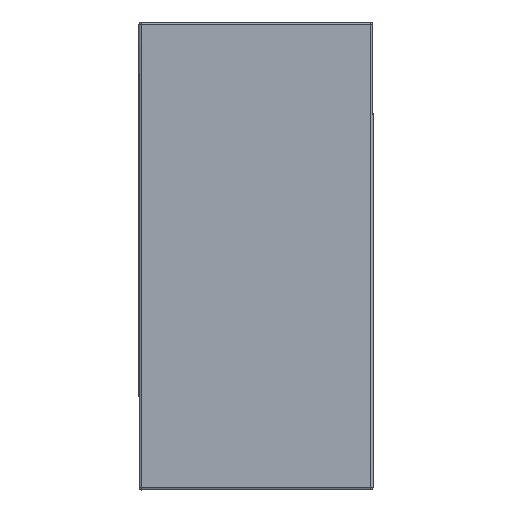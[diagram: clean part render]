
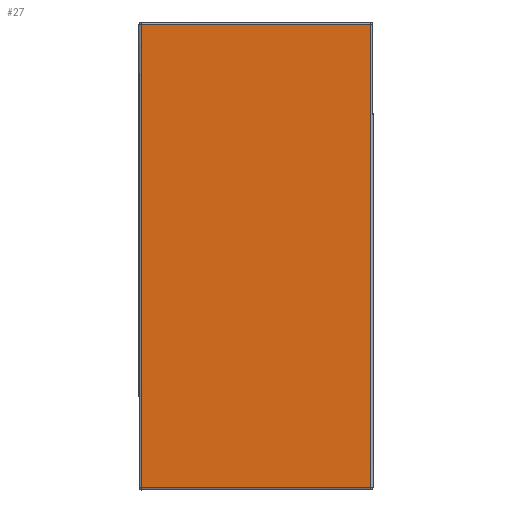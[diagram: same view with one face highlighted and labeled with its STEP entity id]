
A CAD part, left-side view. The second image highlights one B-rep face of the part: STEP entity #27.
In plain terms, the highlighted free-form (B-spline) face has degree [1, 1] with [2, 2] control points.
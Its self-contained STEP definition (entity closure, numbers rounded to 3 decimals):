
#27=ADVANCED_FACE('',(#62),#1021,.T.);
#62=FACE_OUTER_BOUND('',#97,.T.);
#97=EDGE_LOOP('',(#167,#168,#169,#170));
#167=ORIENTED_EDGE('',*,*,#707,.T.);
#168=ORIENTED_EDGE('',*,*,#708,.T.);
#169=ORIENTED_EDGE('',*,*,#709,.T.);
#170=ORIENTED_EDGE('',*,*,#710,.T.);
#341=PCURVE('',#1021,#491);
#342=PCURVE('',#1021,#492);
#343=PCURVE('',#1021,#493);
#344=PCURVE('',#1021,#494);
#397=PCURVE('',#995,#547);
#406=PCURVE('',#997,#556);
#407=PCURVE('',#998,#557);
#411=PCURVE('',#999,#561);
#491=DEFINITIONAL_REPRESENTATION('',(#827),#2010);
#492=DEFINITIONAL_REPRESENTATION('',(#829),#2010);
#493=DEFINITIONAL_REPRESENTATION('',(#831),#2010);
#494=DEFINITIONAL_REPRESENTATION('',(#833),#2010);
#547=DEFINITIONAL_REPRESENTATION('',(#898),#2010);
#556=DEFINITIONAL_REPRESENTATION('',(#907),#2010);
#557=DEFINITIONAL_REPRESENTATION('',(#908),#2010);
#561=DEFINITIONAL_REPRESENTATION('',(#912),#2010);
#632=SURFACE_CURVE('',#826,(#341,#406),.PCURVE_S1.);
#633=SURFACE_CURVE('',#828,(#342,#407),.PCURVE_S1.);
#634=SURFACE_CURVE('',#830,(#343,#411),.PCURVE_S1.);
#635=SURFACE_CURVE('',#832,(#344,#397),.PCURVE_S1.);
#707=EDGE_CURVE('',#974,#975,#632,.T.);
#708=EDGE_CURVE('',#975,#977,#633,.T.);
#709=EDGE_CURVE('',#977,#976,#634,.T.);
#710=EDGE_CURVE('',#976,#974,#635,.T.);
#826=B_SPLINE_CURVE_WITH_KNOTS('',1,(#1597,#1598),.UNSPECIFIED.,.F.,.F.,
(2,2),(0.2,39.8),.UNSPECIFIED.);
#827=B_SPLINE_CURVE_WITH_KNOTS('',3,(#1599,#1600,#1601,#1602),
 .UNSPECIFIED.,.F.,.F.,(4,4),(0.2,39.8),
 .UNSPECIFIED.);
#828=B_SPLINE_CURVE_WITH_KNOTS('',1,(#1603,#1604),.UNSPECIFIED.,.F.,.F.,
(2,2),(-19.8,-0.2),.UNSPECIFIED.);
#829=B_SPLINE_CURVE_WITH_KNOTS('',3,(#1605,#1606,#1607,#1608),
 .UNSPECIFIED.,.F.,.F.,(4,4),(-19.8,-0.2),.UNSPECIFIED.);
#830=B_SPLINE_CURVE_WITH_KNOTS('',1,(#1609,#1610),.UNSPECIFIED.,.F.,.F.,
(2,2),(-39.8,-0.2),.UNSPECIFIED.);
#831=B_SPLINE_CURVE_WITH_KNOTS('',3,(#1611,#1612,#1613,#1614),
 .UNSPECIFIED.,.F.,.F.,(4,4),(-39.8,-0.2),
 .UNSPECIFIED.);
#832=B_SPLINE_CURVE_WITH_KNOTS('',1,(#1615,#1616),.UNSPECIFIED.,.F.,.F.,
(2,2),(0.2,19.8),.UNSPECIFIED.);
#833=B_SPLINE_CURVE_WITH_KNOTS('',3,(#1617,#1618,#1619,#1620),
 .UNSPECIFIED.,.F.,.F.,(4,4),(0.2,19.8),
 .UNSPECIFIED.);
#898=B_SPLINE_CURVE_WITH_KNOTS('',1,(#1806,#1807),.UNSPECIFIED.,.F.,.F.,
(2,2),(0.2,19.8),.UNSPECIFIED.);
#907=B_SPLINE_CURVE_WITH_KNOTS('',1,(#1839,#1840),.UNSPECIFIED.,.F.,.F.,
(2,2),(0.2,39.8),.UNSPECIFIED.);
#908=B_SPLINE_CURVE_WITH_KNOTS('',1,(#1841,#1842),.UNSPECIFIED.,.F.,.F.,
(2,2),(-19.8,-0.2),.UNSPECIFIED.);
#912=B_SPLINE_CURVE_WITH_KNOTS('',1,(#1855,#1856),.UNSPECIFIED.,.F.,.F.,
(2,2),(-39.8,-0.2),.UNSPECIFIED.);
#974=VERTEX_POINT('',#1407);
#975=VERTEX_POINT('',#1408);
#976=VERTEX_POINT('',#1409);
#977=VERTEX_POINT('',#1410);
#995=(
BOUNDED_SURFACE()
B_SPLINE_SURFACE(1,2,((#1209,#1210,#1211),(#1212,#1213,#1214)),
 .UNSPECIFIED.,.F.,.F.,.F.)
B_SPLINE_SURFACE_WITH_KNOTS((2,2),(3,3),(0.,20.),(0.,
0.314),.UNSPECIFIED.)
GEOMETRIC_REPRESENTATION_ITEM()
RATIONAL_B_SPLINE_SURFACE(((1.,0.707,1.),(1.,0.707,
1.)))
REPRESENTATION_ITEM('')
SURFACE()
);
#997=(
BOUNDED_SURFACE()
B_SPLINE_SURFACE(2,1,((#1221,#1222),(#1223,#1224),(#1225,#1226)),
 .UNSPECIFIED.,.F.,.F.,.F.)
B_SPLINE_SURFACE_WITH_KNOTS((3,3),(2,2),(0.,0.314),(0.,
40.),.UNSPECIFIED.)
GEOMETRIC_REPRESENTATION_ITEM()
RATIONAL_B_SPLINE_SURFACE(((1.,1.),(0.707,0.707),
(1.,1.)))
REPRESENTATION_ITEM('')
SURFACE()
);
#998=(
BOUNDED_SURFACE()
B_SPLINE_SURFACE(1,2,((#1227,#1228,#1229),(#1230,#1231,#1232)),
 .UNSPECIFIED.,.F.,.F.,.F.)
B_SPLINE_SURFACE_WITH_KNOTS((2,2),(3,3),(0.,20.),(0.,
0.314),.UNSPECIFIED.)
GEOMETRIC_REPRESENTATION_ITEM()
RATIONAL_B_SPLINE_SURFACE(((1.,0.707,1.),(1.,0.707,
1.)))
REPRESENTATION_ITEM('')
SURFACE()
);
#999=(
BOUNDED_SURFACE()
B_SPLINE_SURFACE(1,2,((#1233,#1234,#1235),(#1236,#1237,#1238)),
 .UNSPECIFIED.,.F.,.F.,.F.)
B_SPLINE_SURFACE_WITH_KNOTS((2,2),(3,3),(0.,40.),
(0.,0.314),.UNSPECIFIED.)
GEOMETRIC_REPRESENTATION_ITEM()
RATIONAL_B_SPLINE_SURFACE(((1.,0.707,1.),(1.,0.707,
1.)))
REPRESENTATION_ITEM('')
SURFACE()
);
#1021=B_SPLINE_SURFACE_WITH_KNOTS('',1,1,((#1163,#1164),(#1165,#1166)),
 .UNSPECIFIED.,.F.,.F.,.F.,(2,2),(2,2),(-120.,-80.),
(0.,20.),.UNSPECIFIED.);
#1163=CARTESIAN_POINT('',(-52.,180.,20.));
#1164=CARTESIAN_POINT('',(-52.,160.,20.));
#1165=CARTESIAN_POINT('',(-52.,180.,-20.));
#1166=CARTESIAN_POINT('',(-52.,160.,-20.));
#1209=CARTESIAN_POINT('',(-51.8,160.,20.));
#1210=CARTESIAN_POINT('',(-52.,160.,20.));
#1211=CARTESIAN_POINT('',(-52.,160.,19.8));
#1212=CARTESIAN_POINT('',(-51.8,180.,20.));
#1213=CARTESIAN_POINT('',(-52.,180.,20.));
#1214=CARTESIAN_POINT('',(-52.,180.,19.8));
#1221=CARTESIAN_POINT('',(-52.,179.8,20.));
#1222=CARTESIAN_POINT('',(-52.,179.8,-20.));
#1223=CARTESIAN_POINT('',(-52.,180.,20.));
#1224=CARTESIAN_POINT('',(-52.,180.,-20.));
#1225=CARTESIAN_POINT('',(-51.8,180.,20.));
#1226=CARTESIAN_POINT('',(-51.8,180.,-20.));
#1227=CARTESIAN_POINT('',(-52.,160.,-19.8));
#1228=CARTESIAN_POINT('',(-52.,160.,-20.));
#1229=CARTESIAN_POINT('',(-51.8,160.,-20.));
#1230=CARTESIAN_POINT('',(-52.,180.,-19.8));
#1231=CARTESIAN_POINT('',(-52.,180.,-20.));
#1232=CARTESIAN_POINT('',(-51.8,180.,-20.));
#1233=CARTESIAN_POINT('',(-52.,160.2,20.));
#1234=CARTESIAN_POINT('',(-52.,160.,20.));
#1235=CARTESIAN_POINT('',(-51.8,160.,20.));
#1236=CARTESIAN_POINT('',(-52.,160.2,-20.));
#1237=CARTESIAN_POINT('',(-52.,160.,-20.));
#1238=CARTESIAN_POINT('',(-51.8,160.,-20.));
#1407=CARTESIAN_POINT('',(-52.,179.8,19.8));
#1408=CARTESIAN_POINT('',(-52.,179.8,-19.8));
#1409=CARTESIAN_POINT('',(-52.,160.2,19.8));
#1410=CARTESIAN_POINT('',(-52.,160.2,-19.8));
#1597=CARTESIAN_POINT('',(-52.,179.8,19.8));
#1598=CARTESIAN_POINT('',(-52.,179.8,-19.8));
#1599=CARTESIAN_POINT('',(-119.8,0.2));
#1600=CARTESIAN_POINT('',(-106.6,0.2));
#1601=CARTESIAN_POINT('',(-93.4,0.2));
#1602=CARTESIAN_POINT('',(-80.2,0.2));
#1603=CARTESIAN_POINT('',(-52.,179.8,-19.8));
#1604=CARTESIAN_POINT('',(-52.,160.2,-19.8));
#1605=CARTESIAN_POINT('',(-80.2,0.2));
#1606=CARTESIAN_POINT('',(-80.2,6.733));
#1607=CARTESIAN_POINT('',(-80.2,13.267));
#1608=CARTESIAN_POINT('',(-80.2,19.8));
#1609=CARTESIAN_POINT('',(-52.,160.2,-19.8));
#1610=CARTESIAN_POINT('',(-52.,160.2,19.8));
#1611=CARTESIAN_POINT('',(-80.2,19.8));
#1612=CARTESIAN_POINT('',(-93.4,19.8));
#1613=CARTESIAN_POINT('',(-106.6,19.8));
#1614=CARTESIAN_POINT('',(-119.8,19.8));
#1615=CARTESIAN_POINT('',(-52.,160.2,19.8));
#1616=CARTESIAN_POINT('',(-52.,179.8,19.8));
#1617=CARTESIAN_POINT('',(-119.8,19.8));
#1618=CARTESIAN_POINT('',(-119.8,13.267));
#1619=CARTESIAN_POINT('',(-119.8,6.733));
#1620=CARTESIAN_POINT('',(-119.8,0.2));
#1806=CARTESIAN_POINT('',(0.2,0.314));
#1807=CARTESIAN_POINT('',(19.8,0.314));
#1839=CARTESIAN_POINT('',(0.,0.2));
#1840=CARTESIAN_POINT('',(0.,39.8));
#1841=CARTESIAN_POINT('',(19.8,0.));
#1842=CARTESIAN_POINT('',(0.2,0.));
#1855=CARTESIAN_POINT('',(39.8,0.));
#1856=CARTESIAN_POINT('',(0.2,0.));
#2010=(
GEOMETRIC_REPRESENTATION_CONTEXT(2)
PARAMETRIC_REPRESENTATION_CONTEXT()
REPRESENTATION_CONTEXT('pspace','')
);
